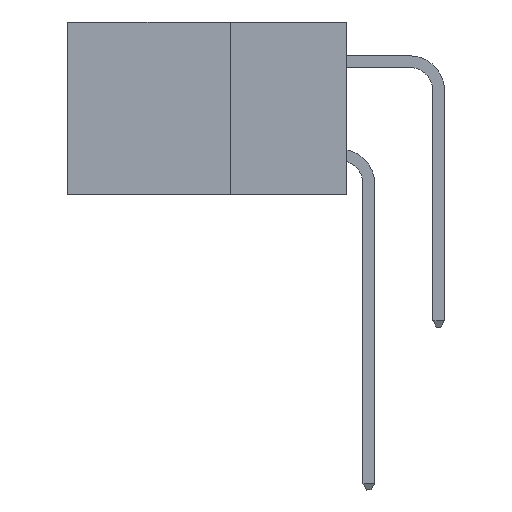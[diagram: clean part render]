
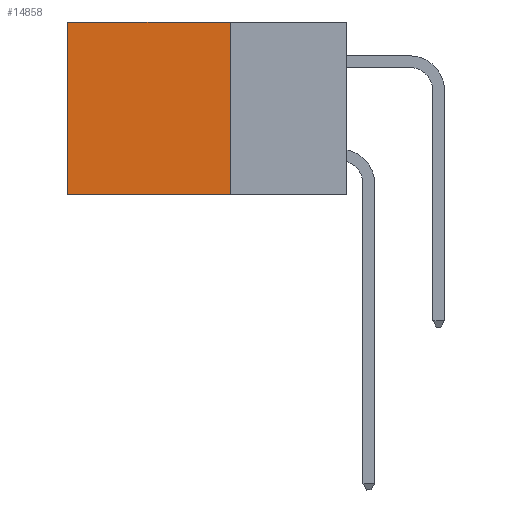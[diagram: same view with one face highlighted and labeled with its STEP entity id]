
A CAD part, left-side view. The second image highlights one B-rep face of the part: STEP entity #14858.
In plain terms, the highlighted planar face has unit normal (-1, 0, 0).
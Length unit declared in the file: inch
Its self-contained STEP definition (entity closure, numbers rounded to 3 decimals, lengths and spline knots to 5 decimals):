
#320 = ORIENTED_EDGE ( 'NONE', *, *, #43806, .F. ) ;
#1521 = VECTOR ( 'NONE', #7212, 39.37008 ) ;
#2203 = LINE ( 'NONE', #36549, #8548 ) ;
#2339 = DIRECTION ( 'NONE',  ( 0., 0., -1. ) ) ;
#2371 = ORIENTED_EDGE ( 'NONE', *, *, #39755, .T. ) ;
#3631 = FACE_OUTER_BOUND ( 'NONE', #16478, .T. ) ;
#5332 = VERTEX_POINT ( 'NONE', #5457 ) ;
#5457 = CARTESIAN_POINT ( 'NONE',  ( 0.2875, 0.25, 0. ) ) ;
#7212 = DIRECTION ( 'NONE',  ( 0., 1., 0. ) ) ;
#7623 = ORIENTED_EDGE ( 'NONE', *, *, #43896, .T. ) ;
#7793 = CARTESIAN_POINT ( 'NONE',  ( 0.2875, 0.25, 0. ) ) ;
#8548 = VECTOR ( 'NONE', #22553, 39.37008 ) ;
#10682 = VERTEX_POINT ( 'NONE', #19305 ) ;
#12724 = DIRECTION ( 'NONE',  ( 1., 0., 0. ) ) ;
#14668 = EDGE_CURVE ( 'NONE', #20057, #10682, #14894, .T. ) ;
#14858 = ADVANCED_FACE ( 'NONE', ( #3631 ), #22943, .F. ) ;
#14894 = LINE ( 'NONE', #17432, #1521 ) ;
#16478 = EDGE_LOOP ( 'NONE', ( #2371, #23106, #320, #7623 ) ) ;
#17185 = CARTESIAN_POINT ( 'NONE',  ( 0.2875, 0.6, 0. ) ) ;
#17432 = CARTESIAN_POINT ( 'NONE',  ( 0.2875, 0.25, -0.37 ) ) ;
#19305 = CARTESIAN_POINT ( 'NONE',  ( 0.2875, 0.6, -0.37 ) ) ;
#19366 = CARTESIAN_POINT ( 'NONE',  ( 0.2875, 0.25, 0. ) ) ;
#19842 = VECTOR ( 'NONE', #20287, 39.37008 ) ;
#20057 = VERTEX_POINT ( 'NONE', #38194 ) ;
#20287 = DIRECTION ( 'NONE',  ( 0., 1., 0. ) ) ;
#20369 = LINE ( 'NONE', #7793, #19842 ) ;
#22553 = DIRECTION ( 'NONE',  ( 0., 0., -1. ) ) ;
#22943 = PLANE ( 'NONE',  #31190 ) ;
#23106 = ORIENTED_EDGE ( 'NONE', *, *, #14668, .F. ) ;
#26093 = CARTESIAN_POINT ( 'NONE',  ( 0.2875, 0.6, 0. ) ) ;
#31190 = AXIS2_PLACEMENT_3D ( 'NONE', #19366, #12724, #2339 ) ;
#34435 = LINE ( 'NONE', #17185, #44103 ) ;
#34900 = DIRECTION ( 'NONE',  ( 0., 0., -1. ) ) ;
#36549 = CARTESIAN_POINT ( 'NONE',  ( 0.2875, 0.25, 0. ) ) ;
#38069 = VERTEX_POINT ( 'NONE', #26093 ) ;
#38194 = CARTESIAN_POINT ( 'NONE',  ( 0.2875, 0.25, -0.37 ) ) ;
#39755 = EDGE_CURVE ( 'NONE', #38069, #10682, #34435, .T. ) ;
#43806 = EDGE_CURVE ( 'NONE', #5332, #20057, #2203, .T. ) ;
#43896 = EDGE_CURVE ( 'NONE', #5332, #38069, #20369, .T. ) ;
#44103 = VECTOR ( 'NONE', #34900, 39.37008 ) ;
